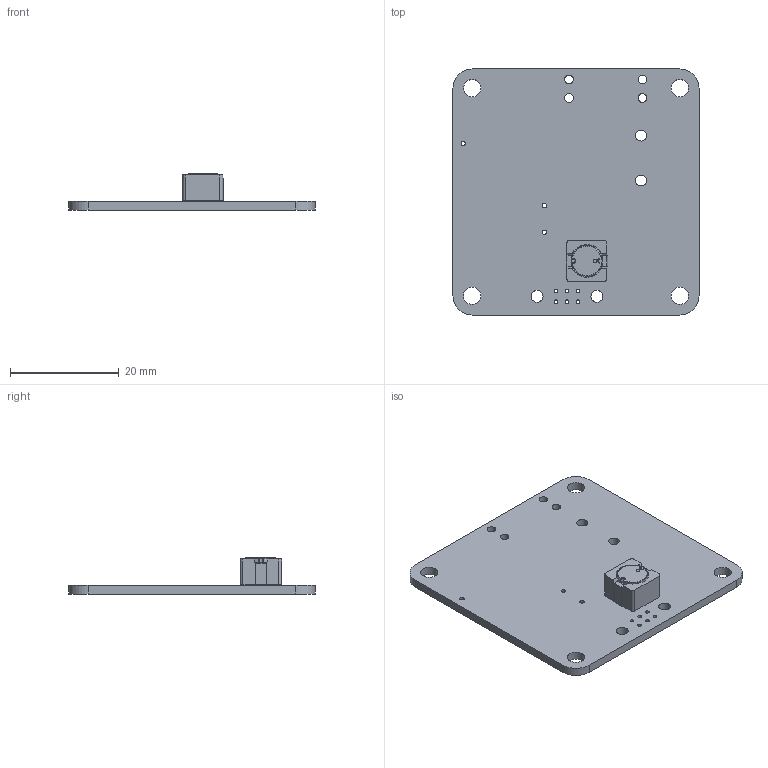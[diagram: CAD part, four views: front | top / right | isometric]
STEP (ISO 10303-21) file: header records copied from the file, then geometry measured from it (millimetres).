
FILE_DESCRIPTION(('KiCad electronic assembly'),'2;1');
FILE_NAME('charging_on_the_pad.step','2023-04-05T19:55:28',('Pcbnew'),( 'Kicad'),'Open CASCADE STEP processor 7.6','KiCad to STEP converter' ,'Unknown');
FILE_SCHEMA(('AUTOMOTIVE_DESIGN { 1 0 10303 214 1 1 1 1 }'));
Length unit declared in the file: millimetre
Products named in the file (4): charging_on_the_pad 1; B1047AS-2R2N=P3; COMPOUND; _autosave-charging_on_the_pad PCB
Assembly tree (3 placements, depth 3):
  charging_on_the_pad 1
    B1047AS-2R2N=P3
      COMPOUND
    _autosave-charging_on_the_pad PCB
Bounding box: 45.15 x 45.15 x 6.66 mm (x, y, z)
Volume: 3423.6 mm3; surface area: 4733.9 mm2
Topology: 5 solids, 5 shells, 173 faces, 414 edges, 247 vertices
Faces by surface type: bspline 142, cylinder 25, plane 6
Full cylindrical faces by diameter (mm): 0.68 x6, 0.8 x3, 1.6 x4, 2 x2, 2.2 x2, 3.2 x4
Entity records: 10190 total; most frequent: CARTESIAN_POINT 4370, ORIENTED_EDGE 812, PCURVE 812, DEFINITIONAL_REPRESENTATION 812, B_SPLINE_CURVE_WITH_KNOTS 718, EDGE_CURVE 406, SURFACE_CURVE 385, DIRECTION 331
